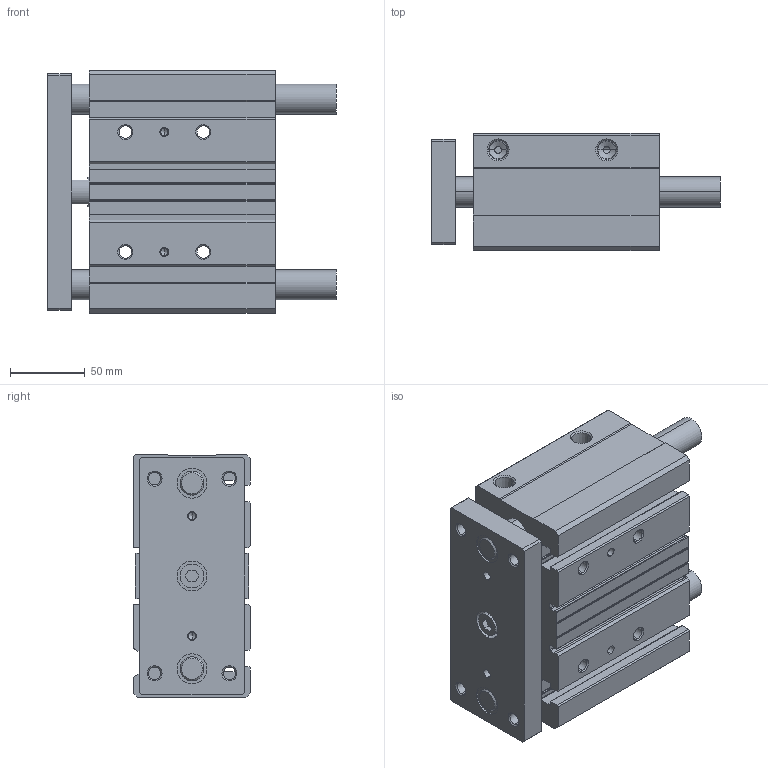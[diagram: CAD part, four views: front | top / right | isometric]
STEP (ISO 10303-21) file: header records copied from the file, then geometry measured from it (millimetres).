
FILE_DESCRIPTION (( 'STEP AP203' ), '1' );
FILE_NAME ('E63M075MD-M.step', '2021-03-08T16:02:53', ( '' ), ( '' ), 'SwSTEP 2.0', 'SolidWorks 2019', '' );
FILE_SCHEMA (( 'CONFIG_CONTROL_DESIGN' ));
Length unit declared in the file: millimetre
Products named in the file (3): E63M075MD-M_BODY; E63M075MD-M_ENDPLATE; E63M075MD-M
Assembly tree (2 placements, depth 2):
  E63M075MD-M
    E63M075MD-M_BODY
    E63M075MD-M_ENDPLATE
Bounding box: 193 x 78 x 162 mm (x, y, z)
Volume: 1412682.7 mm3; surface area: 238075.4 mm2
Topology: 5 solids, 5 shells, 421 faces, 1070 edges, 669 vertices
Faces by surface type: cylinder 190, plane 139, cone 92
Entity records: 13108 total; most frequent: CARTESIAN_POINT 2356, DIRECTION 2325, ORIENTED_EDGE 2092, EDGE_CURVE 1046, AXIS2_PLACEMENT_3D 870, VERTEX_POINT 669, LINE 585, VECTOR 585
